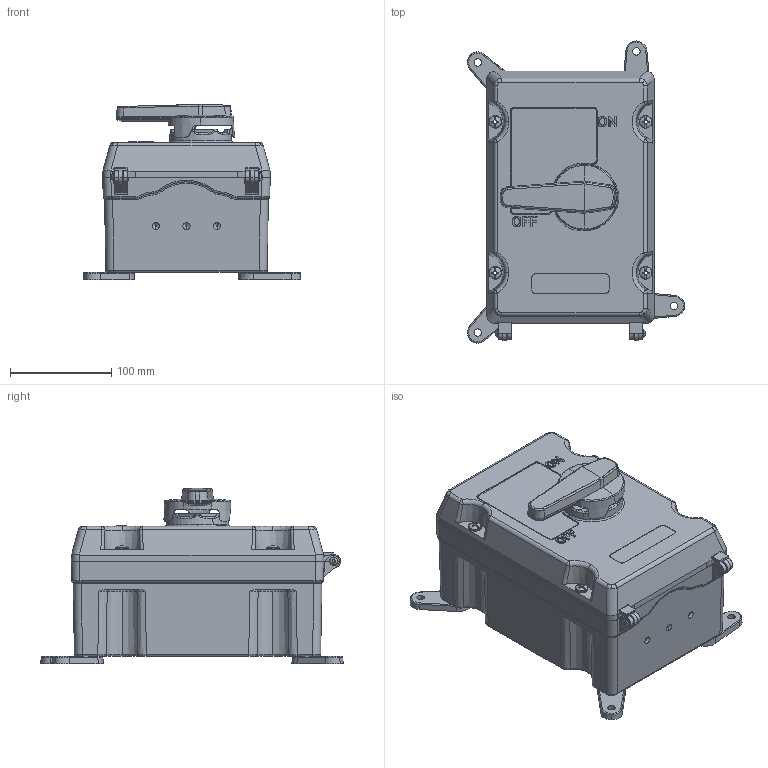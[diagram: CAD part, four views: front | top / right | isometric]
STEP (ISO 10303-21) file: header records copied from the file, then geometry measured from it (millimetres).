
FILE_DESCRIPTION (( 'STEP AP214' ), '1' );
FILE_NAME ('LDS30-FAX.STEP', '2017-11-08T15:01:09', ( '' ), ( '' ), 'SwSTEP 2.0', 'SolidWorks 2017', '' );
FILE_SCHEMA (( 'AUTOMOTIVE_DESIGN' ));
Length unit declared in the file: millimetre
Products named in the file (1): LDS30-FAX
Bounding box: 214.4 x 298.22 x 172.94 mm (x, y, z)
Surface area: 228812.1 mm2 (no closed solid volume)
Topology: 0 solids, 81 shells, 986 faces, 3571 edges, 2631 vertices
Faces by surface type: plane 404, bspline 163, cylinder 150, cone 148, torus 93, sphere 28
Entity records: 60411 total; most frequent: CARTESIAN_POINT 21784, ORIENTED_EDGE 5666, DIRECTION 5178, EDGE_CURVE 3566, VERTEX_POINT 2631, AXIS2_PLACEMENT_3D 1897, LINE 1384, VECTOR 1384
